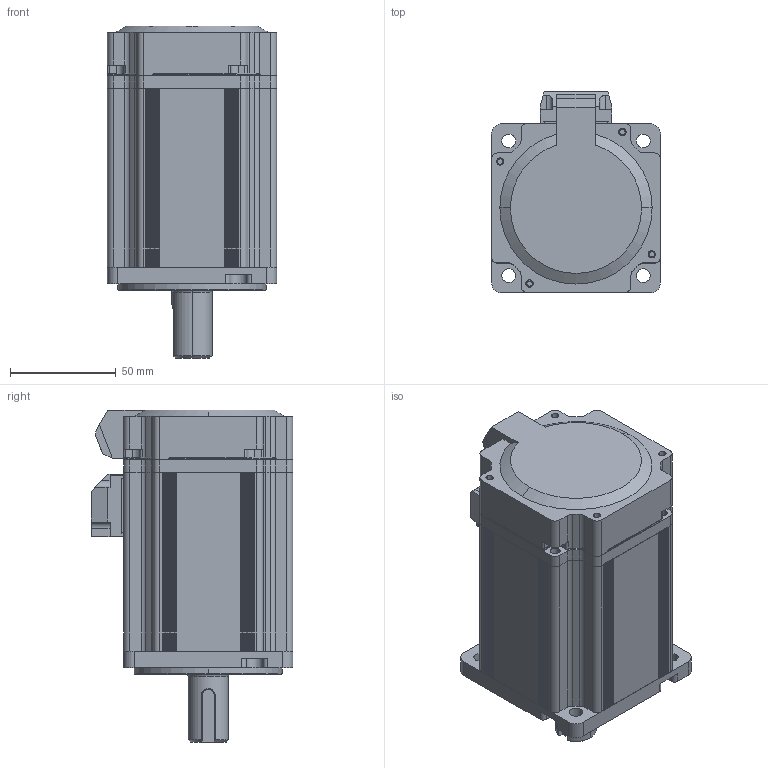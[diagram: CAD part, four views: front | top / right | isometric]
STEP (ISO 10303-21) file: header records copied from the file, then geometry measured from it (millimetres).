
FILE_DESCRIPTION (( 'STEP AP203' ), '1' );
FILE_NAME ('MF3S-80CS(CM)30B2-507.STEP', '2022-04-20T07:19:30', ( '' ), ( '' ), 'SwSTEP 2.0', 'SolidWorks 2016', '' );
FILE_SCHEMA (( 'CONFIG_CONTROL_DESIGN' ));
Length unit declared in the file: millimetre
Products named in the file (1): MF3S-80CS(CM)30B2-507
Bounding box: 80 x 95.3 x 157 mm (x, y, z)
Surface area: 68946.4 mm2 (no closed solid volume)
Topology: 0 solids, 20 shells, 650 faces, 1996 edges, 1373 vertices
Faces by surface type: cylinder 387, plane 157, cone 34, sphere 28, bspline 25, torus 19
Entity records: 23898 total; most frequent: CARTESIAN_POINT 5327, DIRECTION 4187, ORIENTED_EDGE 3633, EDGE_CURVE 1996, AXIS2_PLACEMENT_3D 1653, VERTEX_POINT 1373, CIRCLE 1027, VECTOR 881
